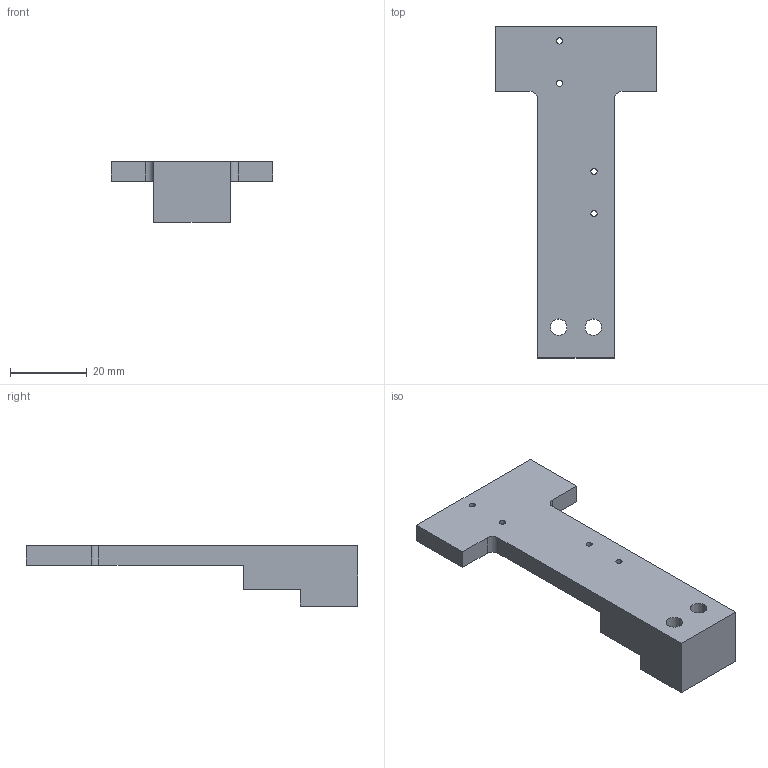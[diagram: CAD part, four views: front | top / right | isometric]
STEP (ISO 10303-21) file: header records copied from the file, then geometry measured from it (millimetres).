
FILE_DESCRIPTION(/* description */ (''),/* implementation_level */ '2;1');
FILE_NAME(/* name */ '0541_hardstop upper large voice coil.stp',/* time_stamp */ '2021-03-21T20:13:49-07:00',/* author */ (''),/* organization */ (''),/* preprocessor_version */ 'ST-DEVELOPER v14',/* originating_system */ 'SIEMENS PLM Software NX 8.0',/* authorisation */ '');
FILE_SCHEMA (('AUTOMOTIVE_DESIGN { 1 0 10303 214 3 1 1 1 }'));
Length unit declared in the file: millimetre
Products named in the file (1): 0541_hardstop upper large voice coil
Bounding box: 42 x 86.51 x 15.7 mm (x, y, z)
Volume: 15131.2 mm3; surface area: 6876.7 mm2
Topology: 1 solids, 1 shells, 22 faces, 64 edges, 44 vertices
Faces by surface type: plane 14, cylinder 8
Full cylindrical faces by diameter (mm): 1.6 x4, 4.3 x2
Entity records: 718 total; most frequent: CARTESIAN_POINT 117, DIRECTION 116, ORIENTED_EDGE 108, EDGE_CURVE 54, EDGE_LOOP 40, VERTEX_POINT 40, AXIS2_PLACEMENT_3D 39, LINE 38
